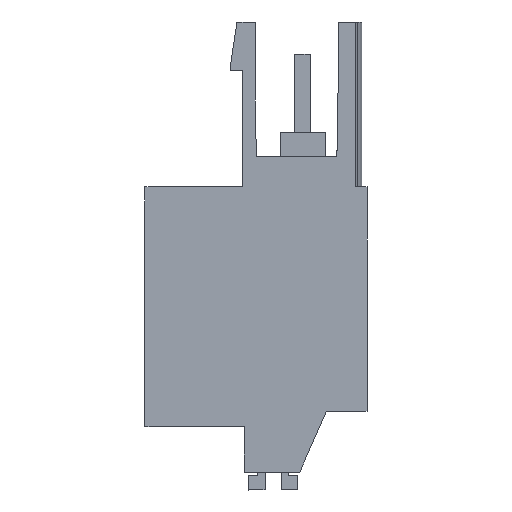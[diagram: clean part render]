
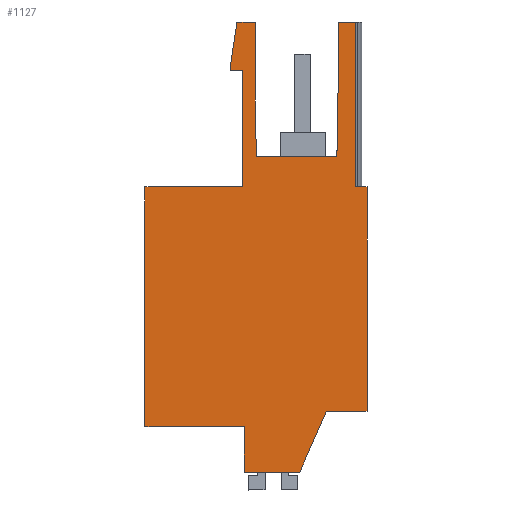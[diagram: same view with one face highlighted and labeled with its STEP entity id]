
A CAD part, left-side view. The second image highlights one B-rep face of the part: STEP entity #1127.
In plain terms, the highlighted planar face has unit normal (-1, 0, 0).
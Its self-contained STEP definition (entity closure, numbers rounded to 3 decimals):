
#971=AXIS2_PLACEMENT_3D('Plane Axis2P3D',#968,#969,#970) ;
#42=CARTESIAN_POINT('Vertex',(0.,2.6,5.043)) ;
#45=CARTESIAN_POINT('Line Origine',(0.,3.45,3.093)) ;
#49=CARTESIAN_POINT('Vertex',(0.,4.3,1.143)) ;
#82=CARTESIAN_POINT('Vertex',(0.,0.,5.043)) ;
#85=CARTESIAN_POINT('Line Origine',(0.,1.3,5.043)) ;
#968=CARTESIAN_POINT('Axis2P3D Location',(0.,6.8,19.383)) ;
#973=CARTESIAN_POINT('Line Origine',(0.,7.158,27.858)) ;
#977=CARTESIAN_POINT('Vertex',(0.,7.158,25.783)) ;
#979=CARTESIAN_POINT('Vertex',(0.,7.158,29.933)) ;
#982=CARTESIAN_POINT('Line Origine',(0.,7.738,29.933)) ;
#986=CARTESIAN_POINT('Vertex',(0.,8.318,29.933)) ;
#989=CARTESIAN_POINT('Line Origine',(0.,8.528,28.533)) ;
#993=CARTESIAN_POINT('Vertex',(0.,8.738,27.133)) ;
#996=CARTESIAN_POINT('Line Origine',(0.,8.738,26.973)) ;
#1000=CARTESIAN_POINT('Vertex',(0.,8.738,26.813)) ;
#1003=CARTESIAN_POINT('Line Origine',(0.,8.353,26.813)) ;
#1007=CARTESIAN_POINT('Vertex',(0.,7.968,26.813)) ;
#1010=CARTESIAN_POINT('Line Origine',(0.,7.968,23.098)) ;
#1014=CARTESIAN_POINT('Vertex',(0.,7.968,19.383)) ;
#1017=CARTESIAN_POINT('Line Origine',(0.,11.084,19.383)) ;
#1021=CARTESIAN_POINT('Vertex',(0.,14.2,19.383)) ;
#1024=CARTESIAN_POINT('Line Origine',(0.,14.2,11.713)) ;
#1028=CARTESIAN_POINT('Vertex',(0.,14.2,4.043)) ;
#1031=CARTESIAN_POINT('Line Origine',(0.,11.025,4.043)) ;
#1035=CARTESIAN_POINT('Vertex',(0.,7.85,4.043)) ;
#1038=CARTESIAN_POINT('Line Origine',(0.,7.85,2.593)) ;
#1042=CARTESIAN_POINT('Vertex',(0.,7.85,1.143)) ;
#1045=CARTESIAN_POINT('Line Origine',(0.,6.075,1.143)) ;
#1050=CARTESIAN_POINT('Line Origine',(0.,0.,12.213)) ;
#1054=CARTESIAN_POINT('Vertex',(0.,0.,19.383)) ;
#1057=CARTESIAN_POINT('Line Origine',(0.,0.361,19.383)) ;
#1061=CARTESIAN_POINT('Vertex',(0.,0.723,19.383)) ;
#1064=CARTESIAN_POINT('Line Origine',(0.,0.723,24.658)) ;
#1068=CARTESIAN_POINT('Vertex',(0.,0.723,29.933)) ;
#1071=CARTESIAN_POINT('Line Origine',(0.,1.285,29.933)) ;
#1075=CARTESIAN_POINT('Vertex',(0.,1.848,29.933)) ;
#1078=CARTESIAN_POINT('Line Origine',(0.,1.848,27.858)) ;
#1082=CARTESIAN_POINT('Vertex',(0.,1.848,25.783)) ;
#1085=CARTESIAN_POINT('Line Origine',(0.,1.887,23.558)) ;
#1089=CARTESIAN_POINT('Vertex',(0.,1.926,21.333)) ;
#1092=CARTESIAN_POINT('Line Origine',(0.,4.503,21.333)) ;
#1096=CARTESIAN_POINT('Vertex',(0.,7.08,21.333)) ;
#1099=CARTESIAN_POINT('Line Origine',(0.,7.119,23.558)) ;
#46=DIRECTION('Vector Direction',(0.,-0.4,0.917)) ;
#86=DIRECTION('Vector Direction',(0.,-1.,0.)) ;
#969=DIRECTION('Axis2P3D Direction',(-1.,0.,0.)) ;
#970=DIRECTION('Axis2P3D XDirection',(0.,1.,0.)) ;
#974=DIRECTION('Vector Direction',(0.,0.,1.)) ;
#983=DIRECTION('Vector Direction',(0.,1.,0.)) ;
#990=DIRECTION('Vector Direction',(0.,0.148,-0.989)) ;
#997=DIRECTION('Vector Direction',(0.,0.,-1.)) ;
#1004=DIRECTION('Vector Direction',(0.,1.,0.)) ;
#1011=DIRECTION('Vector Direction',(0.,0.,1.)) ;
#1018=DIRECTION('Vector Direction',(0.,1.,0.)) ;
#1025=DIRECTION('Vector Direction',(0.,0.,-1.)) ;
#1032=DIRECTION('Vector Direction',(0.,-1.,0.)) ;
#1039=DIRECTION('Vector Direction',(0.,0.,-1.)) ;
#1046=DIRECTION('Vector Direction',(0.,-1.,0.)) ;
#1051=DIRECTION('Vector Direction',(0.,0.,1.)) ;
#1058=DIRECTION('Vector Direction',(0.,1.,0.)) ;
#1065=DIRECTION('Vector Direction',(0.,0.,-1.)) ;
#1072=DIRECTION('Vector Direction',(0.,1.,0.)) ;
#1079=DIRECTION('Vector Direction',(0.,0.,1.)) ;
#1086=DIRECTION('Vector Direction',(0.,0.017,-1.)) ;
#1093=DIRECTION('Vector Direction',(0.,-1.,0.)) ;
#1100=DIRECTION('Vector Direction',(0.,-0.017,-1.)) ;
#47=VECTOR('Line Direction',#46,1.) ;
#87=VECTOR('Line Direction',#86,1.) ;
#975=VECTOR('Line Direction',#974,1.) ;
#984=VECTOR('Line Direction',#983,1.) ;
#991=VECTOR('Line Direction',#990,1.) ;
#998=VECTOR('Line Direction',#997,1.) ;
#1005=VECTOR('Line Direction',#1004,1.) ;
#1012=VECTOR('Line Direction',#1011,1.) ;
#1019=VECTOR('Line Direction',#1018,1.) ;
#1026=VECTOR('Line Direction',#1025,1.) ;
#1033=VECTOR('Line Direction',#1032,1.) ;
#1040=VECTOR('Line Direction',#1039,1.) ;
#1047=VECTOR('Line Direction',#1046,1.) ;
#1052=VECTOR('Line Direction',#1051,1.) ;
#1059=VECTOR('Line Direction',#1058,1.) ;
#1066=VECTOR('Line Direction',#1065,1.) ;
#1073=VECTOR('Line Direction',#1072,1.) ;
#1080=VECTOR('Line Direction',#1079,1.) ;
#1087=VECTOR('Line Direction',#1086,1.) ;
#1094=VECTOR('Line Direction',#1093,1.) ;
#1101=VECTOR('Line Direction',#1100,1.) ;
#1105=ORIENTED_EDGE('',*,*,#981,.T.) ;
#1106=ORIENTED_EDGE('',*,*,#988,.T.) ;
#1107=ORIENTED_EDGE('',*,*,#995,.T.) ;
#1108=ORIENTED_EDGE('',*,*,#1002,.T.) ;
#1109=ORIENTED_EDGE('',*,*,#1009,.F.) ;
#1110=ORIENTED_EDGE('',*,*,#1016,.F.) ;
#1111=ORIENTED_EDGE('',*,*,#1023,.T.) ;
#1112=ORIENTED_EDGE('',*,*,#1030,.T.) ;
#1113=ORIENTED_EDGE('',*,*,#1037,.T.) ;
#1114=ORIENTED_EDGE('',*,*,#1044,.T.) ;
#1115=ORIENTED_EDGE('',*,*,#1049,.T.) ;
#1116=ORIENTED_EDGE('',*,*,#51,.T.) ;
#1117=ORIENTED_EDGE('',*,*,#89,.T.) ;
#1118=ORIENTED_EDGE('',*,*,#1056,.T.) ;
#1119=ORIENTED_EDGE('',*,*,#1063,.T.) ;
#1120=ORIENTED_EDGE('',*,*,#1070,.F.) ;
#1121=ORIENTED_EDGE('',*,*,#1077,.T.) ;
#1122=ORIENTED_EDGE('',*,*,#1084,.F.) ;
#1123=ORIENTED_EDGE('',*,*,#1091,.T.) ;
#1124=ORIENTED_EDGE('',*,*,#1098,.F.) ;
#1125=ORIENTED_EDGE('',*,*,#1103,.F.) ;
#1127=ADVANCED_FACE('HOUSING',(#1126),#972,.T.) ;
#51=EDGE_CURVE('',#50,#43,#48,.T.) ;
#89=EDGE_CURVE('',#43,#83,#88,.T.) ;
#981=EDGE_CURVE('',#978,#980,#976,.T.) ;
#988=EDGE_CURVE('',#980,#987,#985,.T.) ;
#995=EDGE_CURVE('',#987,#994,#992,.T.) ;
#1002=EDGE_CURVE('',#994,#1001,#999,.T.) ;
#1009=EDGE_CURVE('',#1008,#1001,#1006,.T.) ;
#1016=EDGE_CURVE('',#1015,#1008,#1013,.T.) ;
#1023=EDGE_CURVE('',#1015,#1022,#1020,.T.) ;
#1030=EDGE_CURVE('',#1022,#1029,#1027,.T.) ;
#1037=EDGE_CURVE('',#1029,#1036,#1034,.T.) ;
#1044=EDGE_CURVE('',#1036,#1043,#1041,.T.) ;
#1049=EDGE_CURVE('',#1043,#50,#1048,.T.) ;
#1056=EDGE_CURVE('',#83,#1055,#1053,.T.) ;
#1063=EDGE_CURVE('',#1055,#1062,#1060,.T.) ;
#1070=EDGE_CURVE('',#1069,#1062,#1067,.T.) ;
#1077=EDGE_CURVE('',#1069,#1076,#1074,.T.) ;
#1084=EDGE_CURVE('',#1083,#1076,#1081,.T.) ;
#1091=EDGE_CURVE('',#1083,#1090,#1088,.T.) ;
#1098=EDGE_CURVE('',#1097,#1090,#1095,.T.) ;
#1103=EDGE_CURVE('',#978,#1097,#1102,.T.) ;
#1104=EDGE_LOOP('',(#1105,#1106,#1107,#1108,#1109,#1110,#1111,#1112,#1113,#1114,#1115,#1116,#1117,#1118,#1119,#1120,#1121,#1122,#1123,#1124,#1125)) ;
#1126=FACE_OUTER_BOUND('',#1104,.T.) ;
#48=LINE('Line',#45,#47) ;
#88=LINE('Line',#85,#87) ;
#976=LINE('Line',#973,#975) ;
#985=LINE('Line',#982,#984) ;
#992=LINE('Line',#989,#991) ;
#999=LINE('Line',#996,#998) ;
#1006=LINE('Line',#1003,#1005) ;
#1013=LINE('Line',#1010,#1012) ;
#1020=LINE('Line',#1017,#1019) ;
#1027=LINE('Line',#1024,#1026) ;
#1034=LINE('Line',#1031,#1033) ;
#1041=LINE('Line',#1038,#1040) ;
#1048=LINE('Line',#1045,#1047) ;
#1053=LINE('Line',#1050,#1052) ;
#1060=LINE('Line',#1057,#1059) ;
#1067=LINE('Line',#1064,#1066) ;
#1074=LINE('Line',#1071,#1073) ;
#1081=LINE('Line',#1078,#1080) ;
#1088=LINE('Line',#1085,#1087) ;
#1095=LINE('Line',#1092,#1094) ;
#1102=LINE('Line',#1099,#1101) ;
#972=PLANE('',#971) ;
#43=VERTEX_POINT('',#42) ;
#50=VERTEX_POINT('',#49) ;
#83=VERTEX_POINT('',#82) ;
#978=VERTEX_POINT('',#977) ;
#980=VERTEX_POINT('',#979) ;
#987=VERTEX_POINT('',#986) ;
#994=VERTEX_POINT('',#993) ;
#1001=VERTEX_POINT('',#1000) ;
#1008=VERTEX_POINT('',#1007) ;
#1015=VERTEX_POINT('',#1014) ;
#1022=VERTEX_POINT('',#1021) ;
#1029=VERTEX_POINT('',#1028) ;
#1036=VERTEX_POINT('',#1035) ;
#1043=VERTEX_POINT('',#1042) ;
#1055=VERTEX_POINT('',#1054) ;
#1062=VERTEX_POINT('',#1061) ;
#1069=VERTEX_POINT('',#1068) ;
#1076=VERTEX_POINT('',#1075) ;
#1083=VERTEX_POINT('',#1082) ;
#1090=VERTEX_POINT('',#1089) ;
#1097=VERTEX_POINT('',#1096) ;
